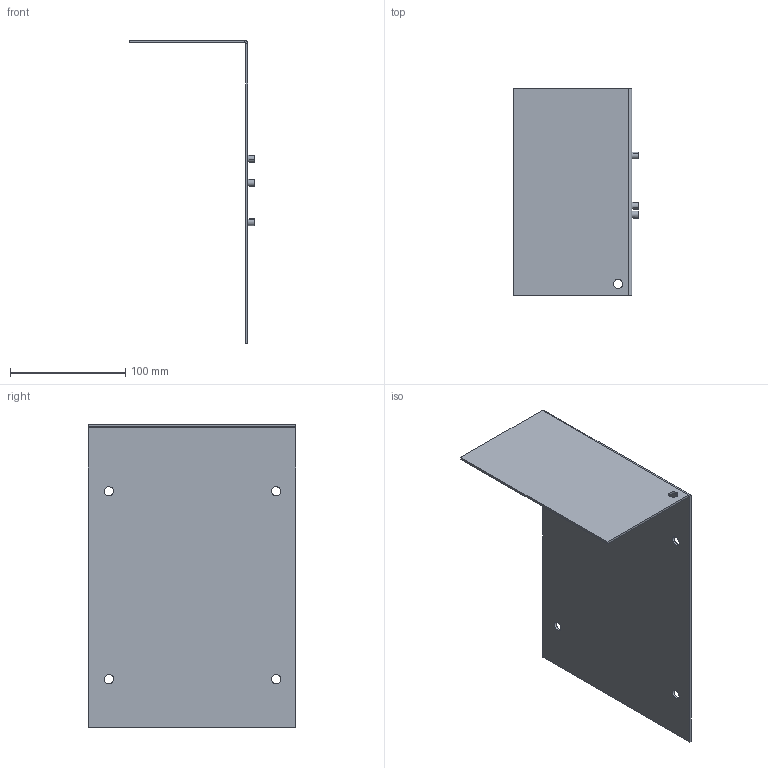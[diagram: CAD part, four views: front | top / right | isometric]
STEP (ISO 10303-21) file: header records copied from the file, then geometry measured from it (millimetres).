
FILE_DESCRIPTION(('CATIA V5 STEP Exchange'),'2;1');
FILE_NAME('Equerre_avec_tournette_2022.stp','2022-01-25T09:33:09+00:00',('none'),('none'),'CATIA Version 5 Release 19 GA (IN-10)','CATIA V5 STEP AP203','none');
FILE_SCHEMA(('CONFIG_CONTROL_DESIGN'));
Length unit declared in the file: millimetre
Products named in the file (1): Part1
Bounding box: 109 x 180 x 263 mm (x, y, z)
Volume: 130737.3 mm3; surface area: 132991.5 mm2
Topology: 1 solids, 1 shells, 33 faces, 92 edges, 72 vertices
Faces by surface type: cylinder 18, plane 15
Entity records: 1093 total; most frequent: CARTESIAN_POINT 245, ORIENTED_EDGE 152, DIRECTION 132, EDGE_CURVE 76, AXIS2_PLACEMENT_3D 65, VERTEX_POINT 48, EDGE_LOOP 46, VECTOR 45
